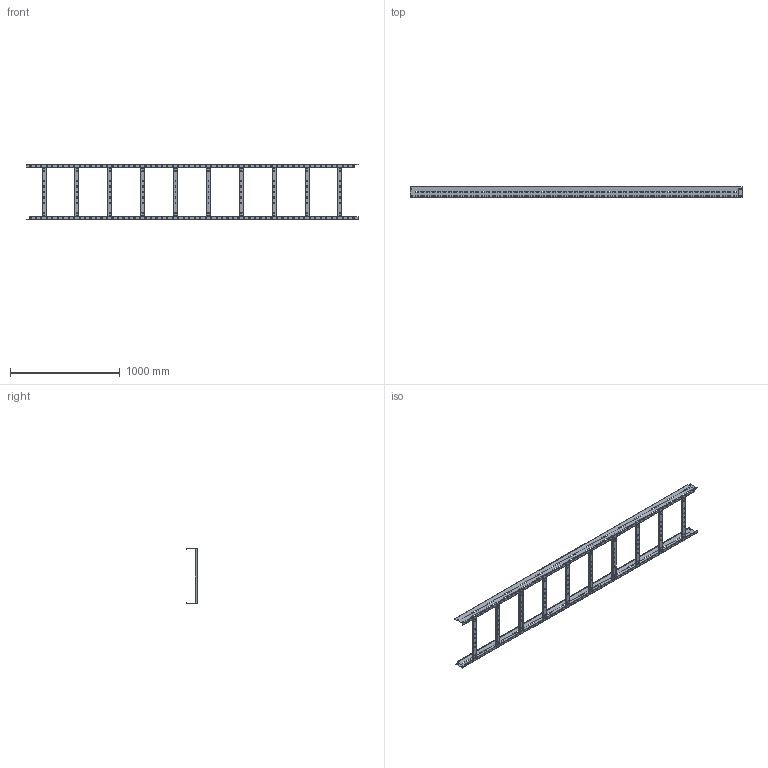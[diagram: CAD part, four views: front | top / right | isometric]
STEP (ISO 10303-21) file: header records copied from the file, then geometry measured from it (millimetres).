
FILE_DESCRIPTION (( 'STEP AP203' ), '1' );
FILE_NAME ('LLK1-100-500 Ëîòîê ëåñòíè÷íûé 100õ500õ3000, 1,2 ìì.STEP', '2016-02-11T11:01:54', ( '' ), ( '' ), 'SwSTEP 2.0', 'SolidWorks 2014', '' );
FILE_SCHEMA (( 'CONFIG_CONTROL_DESIGN' ));
Products named in the file (1): LLK1-100-500 Ëîòîê ëåñòíè÷íûé 100õ500õ3000, 1,2 ìì
Bounding box: 3030 x 100 x 502.4 mm (x, y, z)
Volume: 1383914.1 mm3; surface area: 2171464.4 mm2
Topology: 1 solids, 1 shells, 1956 faces, 5914 edges, 3942 vertices
Faces by surface type: plane 1048, cylinder 908
Entity records: 68647 total; most frequent: ORIENTED_EDGE 11828, CARTESIAN_POINT 11813, DIRECTION 11644, EDGE_CURVE 5914, LINE 4098, VECTOR 4098, VERTEX_POINT 3942, AXIS2_PLACEMENT_3D 3773
